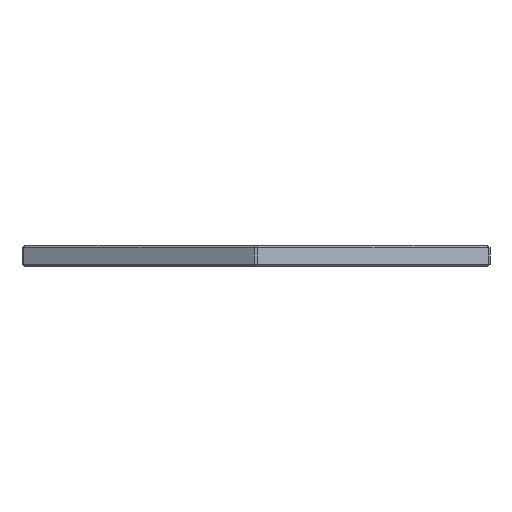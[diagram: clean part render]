
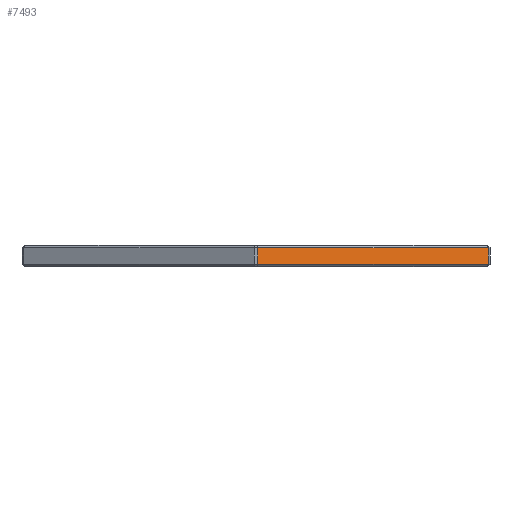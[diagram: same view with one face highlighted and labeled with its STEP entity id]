
A CAD part, front view. The second image highlights one B-rep face of the part: STEP entity #7493.
In plain terms, the highlighted planar face has unit normal (0.5, -0.866, 0).
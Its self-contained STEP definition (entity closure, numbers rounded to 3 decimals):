
#264 = PLANE('',#265);
#265 = AXIS2_PLACEMENT_3D('',#266,#267,#268);
#266 = CARTESIAN_POINT('',(-0.125,-63.533,95.25));
#267 = DIRECTION('',(0.354,-0.612,-0.707));
#268 = DIRECTION('',(0.866,0.5,0.));
#1623 = PLANE('',#1624);
#1624 = AXIS2_PLACEMENT_3D('',#1625,#1626,#1627);
#1625 = CARTESIAN_POINT('',(-0.125,-63.533,99.75));
#1626 = DIRECTION('',(-0.354,0.612,-0.707));
#1627 = DIRECTION('',(0.866,0.5,0.));
#2931 = VERTEX_POINT('',#2932);
#2932 = CARTESIAN_POINT('',(0.433,-63.5,95.5));
#2955 = VERTEX_POINT('',#2956);
#2956 = CARTESIAN_POINT('',(54.776,-32.125,95.5));
#2977 = EDGE_CURVE('',#2931,#2955,#2978,.T.);
#2978 = SURFACE_CURVE('',#2979,(#2983,#2990),.PCURVE_S1.);
#2979 = LINE('',#2980,#2981);
#2980 = CARTESIAN_POINT('',(0.,-63.75,95.5));
#2981 = VECTOR('',#2982,1.);
#2982 = DIRECTION('',(0.866,0.5,0.));
#2983 = PCURVE('',#264,#2984);
#2984 = DEFINITIONAL_REPRESENTATION('',(#2985),#2989);
#2985 = LINE('',#2986,#2987);
#2986 = CARTESIAN_POINT('',(0.,0.354));
#2987 = VECTOR('',#2988,1.);
#2988 = DIRECTION('',(1.,0.));
#2989 = ( GEOMETRIC_REPRESENTATION_CONTEXT(2) 
PARAMETRIC_REPRESENTATION_CONTEXT() REPRESENTATION_CONTEXT('2D SPACE',''
  ) );
#2990 = PCURVE('',#2991,#2996);
#2991 = PLANE('',#2992);
#2992 = AXIS2_PLACEMENT_3D('',#2993,#2994,#2995);
#2993 = CARTESIAN_POINT('',(0.,-63.75,95.));
#2994 = DIRECTION('',(-0.5,0.866,0.));
#2995 = DIRECTION('',(0.866,0.5,0.));
#2996 = DEFINITIONAL_REPRESENTATION('',(#2997),#3001);
#2997 = LINE('',#2998,#2999);
#2998 = CARTESIAN_POINT('',(0.,-0.5));
#2999 = VECTOR('',#3000,1.);
#3000 = DIRECTION('',(1.,0.));
#3001 = ( GEOMETRIC_REPRESENTATION_CONTEXT(2) 
PARAMETRIC_REPRESENTATION_CONTEXT() REPRESENTATION_CONTEXT('2D SPACE',''
  ) );
#3045 = PLANE('',#3046);
#3046 = AXIS2_PLACEMENT_3D('',#3047,#3048,#3049);
#3047 = CARTESIAN_POINT('',(0.,-63.5,95.));
#3048 = DIRECTION('',(-0.,-1.,0.));
#3049 = DIRECTION('',(0.,0.,1.));
#3099 = PLANE('',#3100);
#3100 = AXIS2_PLACEMENT_3D('',#3101,#3102,#3103);
#3101 = CARTESIAN_POINT('',(54.993,-31.75,95.));
#3102 = DIRECTION('',(0.866,-0.5,0.));
#3103 = DIRECTION('',(0.,0.,1.));
#5409 = VERTEX_POINT('',#5410);
#5410 = CARTESIAN_POINT('',(0.433,-63.5,99.5));
#5507 = VERTEX_POINT('',#5508);
#5508 = CARTESIAN_POINT('',(54.776,-32.125,99.5));
#5529 = EDGE_CURVE('',#5409,#5507,#5530,.T.);
#5530 = SURFACE_CURVE('',#5531,(#5535,#5542),.PCURVE_S1.);
#5531 = LINE('',#5532,#5533);
#5532 = CARTESIAN_POINT('',(0.,-63.75,99.5));
#5533 = VECTOR('',#5534,1.);
#5534 = DIRECTION('',(0.866,0.5,0.));
#5535 = PCURVE('',#1623,#5536);
#5536 = DEFINITIONAL_REPRESENTATION('',(#5537),#5541);
#5537 = LINE('',#5538,#5539);
#5538 = CARTESIAN_POINT('',(0.,0.354));
#5539 = VECTOR('',#5540,1.);
#5540 = DIRECTION('',(1.,0.));
#5541 = ( GEOMETRIC_REPRESENTATION_CONTEXT(2) 
PARAMETRIC_REPRESENTATION_CONTEXT() REPRESENTATION_CONTEXT('2D SPACE',''
  ) );
#5542 = PCURVE('',#2991,#5543);
#5543 = DEFINITIONAL_REPRESENTATION('',(#5544),#5548);
#5544 = LINE('',#5545,#5546);
#5545 = CARTESIAN_POINT('',(0.,-4.5));
#5546 = VECTOR('',#5547,1.);
#5547 = DIRECTION('',(1.,0.));
#5548 = ( GEOMETRIC_REPRESENTATION_CONTEXT(2) 
PARAMETRIC_REPRESENTATION_CONTEXT() REPRESENTATION_CONTEXT('2D SPACE',''
  ) );
#7493 = ADVANCED_FACE('',(#7494),#2991,.F.);
#7494 = FACE_BOUND('',#7495,.F.);
#7495 = EDGE_LOOP('',(#7496,#7497,#7518,#7519));
#7496 = ORIENTED_EDGE('',*,*,#2977,.F.);
#7497 = ORIENTED_EDGE('',*,*,#7498,.T.);
#7498 = EDGE_CURVE('',#2931,#5409,#7499,.T.);
#7499 = SURFACE_CURVE('',#7500,(#7504,#7511),.PCURVE_S1.);
#7500 = LINE('',#7501,#7502);
#7501 = CARTESIAN_POINT('',(0.433,-63.5,95.));
#7502 = VECTOR('',#7503,1.);
#7503 = DIRECTION('',(0.,0.,1.));
#7504 = PCURVE('',#2991,#7505);
#7505 = DEFINITIONAL_REPRESENTATION('',(#7506),#7510);
#7506 = LINE('',#7507,#7508);
#7507 = CARTESIAN_POINT('',(0.5,0.));
#7508 = VECTOR('',#7509,1.);
#7509 = DIRECTION('',(0.,-1.));
#7510 = ( GEOMETRIC_REPRESENTATION_CONTEXT(2) 
PARAMETRIC_REPRESENTATION_CONTEXT() REPRESENTATION_CONTEXT('2D SPACE',''
  ) );
#7511 = PCURVE('',#3045,#7512);
#7512 = DEFINITIONAL_REPRESENTATION('',(#7513),#7517);
#7513 = LINE('',#7514,#7515);
#7514 = CARTESIAN_POINT('',(0.,-0.433));
#7515 = VECTOR('',#7516,1.);
#7516 = DIRECTION('',(1.,0.));
#7517 = ( GEOMETRIC_REPRESENTATION_CONTEXT(2) 
PARAMETRIC_REPRESENTATION_CONTEXT() REPRESENTATION_CONTEXT('2D SPACE',''
  ) );
#7518 = ORIENTED_EDGE('',*,*,#5529,.T.);
#7519 = ORIENTED_EDGE('',*,*,#7520,.F.);
#7520 = EDGE_CURVE('',#2955,#5507,#7521,.T.);
#7521 = SURFACE_CURVE('',#7522,(#7526,#7533),.PCURVE_S1.);
#7522 = LINE('',#7523,#7524);
#7523 = CARTESIAN_POINT('',(54.776,-32.125,95.));
#7524 = VECTOR('',#7525,1.);
#7525 = DIRECTION('',(0.,0.,1.));
#7526 = PCURVE('',#2991,#7527);
#7527 = DEFINITIONAL_REPRESENTATION('',(#7528),#7532);
#7528 = LINE('',#7529,#7530);
#7529 = CARTESIAN_POINT('',(63.25,0.));
#7530 = VECTOR('',#7531,1.);
#7531 = DIRECTION('',(0.,-1.));
#7532 = ( GEOMETRIC_REPRESENTATION_CONTEXT(2) 
PARAMETRIC_REPRESENTATION_CONTEXT() REPRESENTATION_CONTEXT('2D SPACE',''
  ) );
#7533 = PCURVE('',#3099,#7534);
#7534 = DEFINITIONAL_REPRESENTATION('',(#7535),#7539);
#7535 = LINE('',#7536,#7537);
#7536 = CARTESIAN_POINT('',(0.,0.433));
#7537 = VECTOR('',#7538,1.);
#7538 = DIRECTION('',(1.,0.));
#7539 = ( GEOMETRIC_REPRESENTATION_CONTEXT(2) 
PARAMETRIC_REPRESENTATION_CONTEXT() REPRESENTATION_CONTEXT('2D SPACE',''
  ) );
